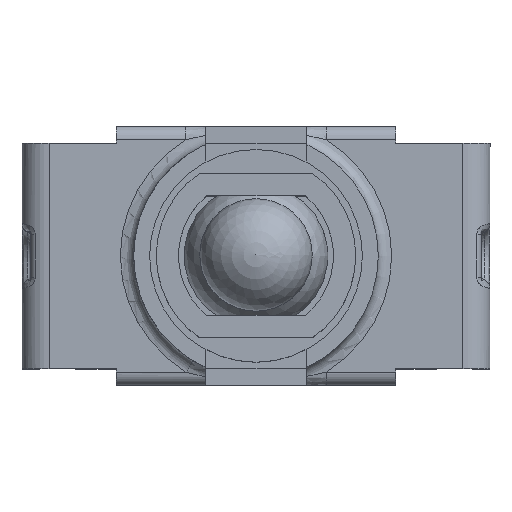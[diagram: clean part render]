
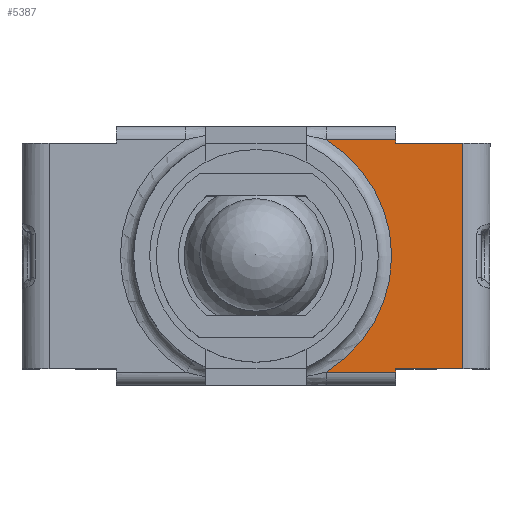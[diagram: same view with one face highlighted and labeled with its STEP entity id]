
A CAD part, top view. The second image highlights one B-rep face of the part: STEP entity #5387.
In plain terms, the highlighted planar face has unit normal (0, 0, 1).
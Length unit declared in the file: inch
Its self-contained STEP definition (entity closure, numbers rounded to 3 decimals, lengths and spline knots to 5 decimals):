
#451=PLANE('',#5712);
#863=LINE('',#9638,#1375);
#866=LINE('',#9650,#1378);
#874=LINE('',#9718,#1386);
#878=LINE('',#9728,#1390);
#879=LINE('',#9730,#1391);
#880=LINE('',#9731,#1392);
#881=LINE('',#9732,#1393);
#1375=VECTOR('',#6624,0.3937);
#1378=VECTOR('',#6635,0.3937);
#1386=VECTOR('',#6647,0.3937);
#1390=VECTOR('',#6655,0.3937);
#1391=VECTOR('',#6656,0.3937);
#1392=VECTOR('',#6657,0.3937);
#1393=VECTOR('',#6658,0.3937);
#1732=FACE_OUTER_BOUND('',#2042,.T.);
#2042=EDGE_LOOP('',(#4667,#4668,#4669,#4670,#4671,#4672,#4673,#4674));
#2186=CIRCLE('',#5713,0.12047);
#2618=VERTEX_POINT('',#9635);
#2619=VERTEX_POINT('',#9637);
#2621=VERTEX_POINT('',#9643);
#2624=VERTEX_POINT('',#9648);
#2634=VERTEX_POINT('',#9717);
#2637=VERTEX_POINT('',#9725);
#2638=VERTEX_POINT('',#9727);
#2639=VERTEX_POINT('',#9729);
#3320=EDGE_CURVE('',#2618,#2619,#863,.T.);
#3326=EDGE_CURVE('',#2624,#2621,#866,.T.);
#3338=EDGE_CURVE('',#2634,#2621,#874,.T.);
#3342=EDGE_CURVE('',#2637,#2624,#2186,.T.);
#3343=EDGE_CURVE('',#2638,#2637,#878,.T.);
#3344=EDGE_CURVE('',#2639,#2638,#879,.T.);
#3345=EDGE_CURVE('',#2619,#2639,#880,.T.);
#3346=EDGE_CURVE('',#2634,#2618,#881,.T.);
#4667=ORIENTED_EDGE('',*,*,#3326,.F.);
#4668=ORIENTED_EDGE('',*,*,#3342,.F.);
#4669=ORIENTED_EDGE('',*,*,#3343,.F.);
#4670=ORIENTED_EDGE('',*,*,#3344,.F.);
#4671=ORIENTED_EDGE('',*,*,#3345,.F.);
#4672=ORIENTED_EDGE('',*,*,#3320,.F.);
#4673=ORIENTED_EDGE('',*,*,#3346,.F.);
#4674=ORIENTED_EDGE('',*,*,#3338,.T.);
#5387=ADVANCED_FACE('',(#1732),#451,.T.);
#5712=AXIS2_PLACEMENT_3D('',#9724,#6651,#6652);
#5713=AXIS2_PLACEMENT_3D('',#9726,#6653,#6654);
#6624=DIRECTION('',(0.,-1.,0.));
#6635=DIRECTION('',(1.,0.,0.));
#6647=DIRECTION('',(0.,1.,0.));
#6651=DIRECTION('center_axis',(0.,0.,1.));
#6652=DIRECTION('ref_axis',(1.,0.,0.));
#6653=DIRECTION('center_axis',(0.,0.,1.));
#6654=DIRECTION('ref_axis',(1.,0.,0.));
#6655=DIRECTION('',(-1.,0.,0.));
#6656=DIRECTION('',(0.,-1.,0.));
#6657=DIRECTION('',(-1.,0.,0.));
#6658=DIRECTION('',(1.,0.,0.));
#9635=CARTESIAN_POINT('',(0.18386,0.1,0.36614));
#9637=CARTESIAN_POINT('',(0.18386,-0.1,0.36614));
#9638=CARTESIAN_POINT('',(0.18386,0.05,0.36614));
#9643=CARTESIAN_POINT('',(0.12402,0.10315,0.36614));
#9648=CARTESIAN_POINT('',(0.06224,0.10315,0.36614));
#9650=CARTESIAN_POINT('',(0.,0.10315,0.36614));
#9717=CARTESIAN_POINT('',(0.12402,0.1,0.36614));
#9718=CARTESIAN_POINT('',(0.12402,0.1,0.36614));
#9724=CARTESIAN_POINT('Origin',(0.,0.,
0.36614));
#9725=CARTESIAN_POINT('',(0.06224,-0.10315,0.36614));
#9726=CARTESIAN_POINT('Origin',(0.,0.,0.36614));
#9727=CARTESIAN_POINT('',(0.12402,-0.10315,0.36614));
#9728=CARTESIAN_POINT('',(0.,-0.10315,0.36614));
#9729=CARTESIAN_POINT('',(0.12402,-0.1,0.36614));
#9730=CARTESIAN_POINT('',(0.12402,-0.1,0.36614));
#9731=CARTESIAN_POINT('',(0.20787,-0.1,0.36614));
#9732=CARTESIAN_POINT('',(-0.20787,0.1,0.36614));
